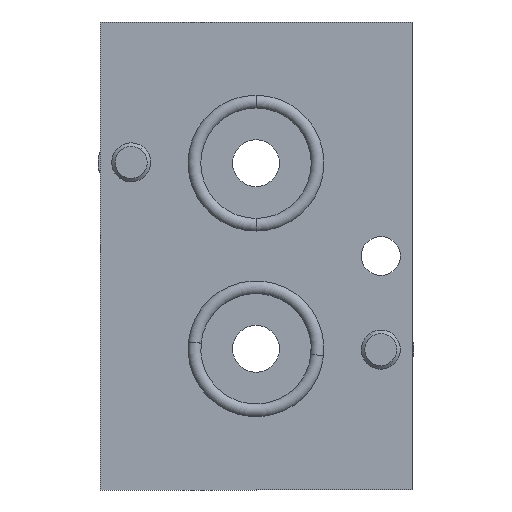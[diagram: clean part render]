
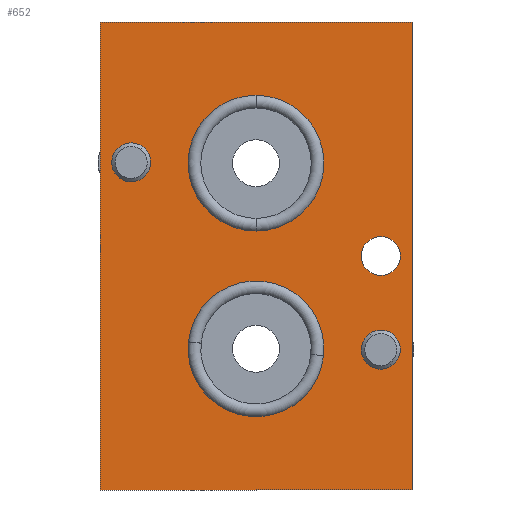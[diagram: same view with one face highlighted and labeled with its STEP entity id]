
A CAD part, front view. The second image highlights one B-rep face of the part: STEP entity #652.
In plain terms, the highlighted planar face has unit normal (0, -1, 0).
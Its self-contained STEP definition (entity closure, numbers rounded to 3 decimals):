
#22 = EDGE_CURVE ( 'NONE', #680, #1593, #1398, .T. ) ;
#23 = CARTESIAN_POINT ( 'NONE',  ( -8.658, -0.36, -22.91 ) ) ;
#35 = DIRECTION ( 'NONE',  ( 0., -1., 0. ) ) ;
#48 = ORIENTED_EDGE ( 'NONE', *, *, #1639, .F. ) ;
#65 = EDGE_LOOP ( 'NONE', ( #725, #1095, #682, #1454 ) ) ;
#74 = CARTESIAN_POINT ( 'NONE',  ( 8.658, -0.36, -24.69 ) ) ;
#92 = AXIS2_PLACEMENT_3D ( 'NONE', #842, #669, #805 ) ;
#101 = EDGE_CURVE ( 'NONE', #890, #1682, #1541, .T. ) ;
#133 = EDGE_CURVE ( 'NONE', #1682, #890, #226, .T. ) ;
#140 = VECTOR ( 'NONE', #1422, 1000. ) ;
#156 = DIRECTION ( 'NONE',  ( 0., 1., 0. ) ) ;
#177 = ORIENTED_EDGE ( 'NONE', *, *, #1628, .F. ) ;
#183 = EDGE_LOOP ( 'NONE', ( #785, #497 ) ) ;
#202 = AXIS2_PLACEMENT_3D ( 'NONE', #1821, #1475, #1157 ) ;
#211 = VERTEX_POINT ( 'NONE', #1737 ) ;
#222 = FACE_OUTER_BOUND ( 'NONE', #65, .T. ) ;
#223 = EDGE_CURVE ( 'NONE', #2005, #846, #1611, .T. ) ;
#226 = CIRCLE ( 'NONE', #92, 2.5 ) ;
#238 = VECTOR ( 'NONE', #631, 1000. ) ;
#256 = DIRECTION ( 'NONE',  ( 0., 1., 0. ) ) ;
#271 = CARTESIAN_POINT ( 'NONE',  ( -20., -0.36, -41.9 ) ) ;
#280 = DIRECTION ( 'NONE',  ( 0., 0., 1. ) ) ;
#284 = EDGE_LOOP ( 'NONE', ( #177, #48 ) ) ;
#293 = EDGE_LOOP ( 'NONE', ( #417, #676 ) ) ;
#296 = CARTESIAN_POINT ( 'NONE',  ( 20., -0.36, -41.9 ) ) ;
#302 = AXIS2_PLACEMENT_3D ( 'NONE', #314, #1505, #2012 ) ;
#314 = CARTESIAN_POINT ( 'NONE',  ( 0., -0.36, 0. ) ) ;
#336 = FACE_BOUND ( 'NONE', #964, .T. ) ;
#370 = DIRECTION ( 'NONE',  ( -1., 0., 0. ) ) ;
#375 = CARTESIAN_POINT ( 'NONE',  ( 16., -0.36, -14.4 ) ) ;
#417 = ORIENTED_EDGE ( 'NONE', *, *, #1556, .F. ) ;
#430 = DIRECTION ( 'NONE',  ( 0., -1., 0. ) ) ;
#466 = EDGE_CURVE ( 'NONE', #846, #680, #832, .T. ) ;
#496 = CARTESIAN_POINT ( 'NONE',  ( 16., -0.36, -9.4 ) ) ;
#497 = ORIENTED_EDGE ( 'NONE', *, *, #133, .T. ) ;
#522 = CIRCLE ( 'NONE', #584, 2.5 ) ;
#531 = DIRECTION ( 'NONE',  ( 0., 0., -1. ) ) ;
#538 = AXIS2_PLACEMENT_3D ( 'NONE', #1834, #976, #2198 ) ;
#562 = CARTESIAN_POINT ( 'NONE',  ( -20., -0.36, 18.1 ) ) ;
#579 = VERTEX_POINT ( 'NONE', #1457 ) ;
#584 = AXIS2_PLACEMENT_3D ( 'NONE', #1044, #35, #531 ) ;
#607 = CARTESIAN_POINT ( 'NONE',  ( 16., -0.36, -11.9 ) ) ;
#631 = DIRECTION ( 'NONE',  ( 1., 0., 0. ) ) ;
#643 = DIRECTION ( 'NONE',  ( 0., 0., 1. ) ) ;
#645 = EDGE_LOOP ( 'NONE', ( #1242, #1873 ) ) ;
#652 = ADVANCED_FACE ( 'NONE', ( #1967, #1860, #1397, #767, #222, #336 ), #1325, .F. ) ;
#669 = DIRECTION ( 'NONE',  ( 0., 1., 0. ) ) ;
#676 = ORIENTED_EDGE ( 'NONE', *, *, #783, .F. ) ;
#680 = VERTEX_POINT ( 'NONE', #1694 ) ;
#682 = ORIENTED_EDGE ( 'NONE', *, *, #2061, .T. ) ;
#698 = CARTESIAN_POINT ( 'NONE',  ( -20., -0.36, 18.1 ) ) ;
#725 = ORIENTED_EDGE ( 'NONE', *, *, #466, .T. ) ;
#752 = EDGE_CURVE ( 'NONE', #1768, #1764, #2107, .T. ) ;
#762 = CARTESIAN_POINT ( 'NONE',  ( -16., -0.36, 0.1 ) ) ;
#767 = FACE_BOUND ( 'NONE', #645, .T. ) ;
#773 = DIRECTION ( 'NONE',  ( 0., 0., -1. ) ) ;
#783 = EDGE_CURVE ( 'NONE', #1266, #1383, #522, .T. ) ;
#785 = ORIENTED_EDGE ( 'NONE', *, *, #101, .T. ) ;
#788 = LINE ( 'NONE', #1658, #238 ) ;
#805 = DIRECTION ( 'NONE',  ( 0., 0., 1. ) ) ;
#825 = CIRCLE ( 'NONE', #538, 8.704 ) ;
#832 = LINE ( 'NONE', #698, #2060 ) ;
#842 = CARTESIAN_POINT ( 'NONE',  ( 16., -0.36, -23.9 ) ) ;
#846 = VERTEX_POINT ( 'NONE', #1386 ) ;
#883 = DIRECTION ( 'NONE',  ( 0., 1., 0. ) ) ;
#890 = VERTEX_POINT ( 'NONE', #1221 ) ;
#943 = DIRECTION ( 'NONE',  ( 0., 0., 1. ) ) ;
#945 = CARTESIAN_POINT ( 'NONE',  ( 0., -0.36, -23.8 ) ) ;
#964 = EDGE_LOOP ( 'NONE', ( #994, #2041 ) ) ;
#974 = CARTESIAN_POINT ( 'NONE',  ( 0., -0.36, -23.8 ) ) ;
#976 = DIRECTION ( 'NONE',  ( 0., -1., 0. ) ) ;
#994 = ORIENTED_EDGE ( 'NONE', *, *, #1545, .T. ) ;
#1004 = VERTEX_POINT ( 'NONE', #1966 ) ;
#1012 = CARTESIAN_POINT ( 'NONE',  ( 20., -0.36, 18.1 ) ) ;
#1044 = CARTESIAN_POINT ( 'NONE',  ( 16., -0.36, -11.9 ) ) ;
#1095 = ORIENTED_EDGE ( 'NONE', *, *, #22, .T. ) ;
#1157 = DIRECTION ( 'NONE',  ( 0., 0., 1. ) ) ;
#1162 = AXIS2_PLACEMENT_3D ( 'NONE', #1366, #883, #1571 ) ;
#1221 = CARTESIAN_POINT ( 'NONE',  ( 14.584, -0.36, -21.84 ) ) ;
#1232 = AXIS2_PLACEMENT_3D ( 'NONE', #1323, #156, #1685 ) ;
#1242 = ORIENTED_EDGE ( 'NONE', *, *, #1364, .T. ) ;
#1258 = VERTEX_POINT ( 'NONE', #1822 ) ;
#1266 = VERTEX_POINT ( 'NONE', #496 ) ;
#1301 = CIRCLE ( 'NONE', #1307, 2.5 ) ;
#1307 = AXIS2_PLACEMENT_3D ( 'NONE', #762, #1453, #943 ) ;
#1323 = CARTESIAN_POINT ( 'NONE',  ( 16., -0.36, -23.9 ) ) ;
#1325 = PLANE ( 'NONE',  #202 ) ;
#1364 = EDGE_CURVE ( 'NONE', #1004, #211, #2179, .T. ) ;
#1366 = CARTESIAN_POINT ( 'NONE',  ( -16., -0.36, 0.1 ) ) ;
#1383 = VERTEX_POINT ( 'NONE', #375 ) ;
#1386 = CARTESIAN_POINT ( 'NONE',  ( 20., -0.36, 18.1 ) ) ;
#1397 = FACE_BOUND ( 'NONE', #183, .T. ) ;
#1398 = LINE ( 'NONE', #562, #140 ) ;
#1422 = DIRECTION ( 'NONE',  ( 0., 0., -1. ) ) ;
#1453 = DIRECTION ( 'NONE',  ( 0., 1., 0. ) ) ;
#1454 = ORIENTED_EDGE ( 'NONE', *, *, #223, .T. ) ;
#1457 = CARTESIAN_POINT ( 'NONE',  ( 0., -0.36, 8.704 ) ) ;
#1468 = CIRCLE ( 'NONE', #1677, 8.704 ) ;
#1475 = DIRECTION ( 'NONE',  ( 0., 1., 0. ) ) ;
#1505 = DIRECTION ( 'NONE',  ( 0., -1., 0. ) ) ;
#1541 = CIRCLE ( 'NONE', #1232, 2.5 ) ;
#1545 = EDGE_CURVE ( 'NONE', #1764, #1768, #1468, .T. ) ;
#1556 = EDGE_CURVE ( 'NONE', #1383, #1266, #1888, .T. ) ;
#1567 = DIRECTION ( 'NONE',  ( 0., 0., 1. ) ) ;
#1571 = DIRECTION ( 'NONE',  ( 0., 0., 1. ) ) ;
#1578 = AXIS2_PLACEMENT_3D ( 'NONE', #974, #1676, #643 ) ;
#1593 = VERTEX_POINT ( 'NONE', #271 ) ;
#1611 = LINE ( 'NONE', #1012, #1808 ) ;
#1628 = EDGE_CURVE ( 'NONE', #579, #1258, #2026, .T. ) ;
#1639 = EDGE_CURVE ( 'NONE', #1258, #579, #825, .T. ) ;
#1658 = CARTESIAN_POINT ( 'NONE',  ( -20., -0.36, -41.9 ) ) ;
#1676 = DIRECTION ( 'NONE',  ( 0., 1., 0. ) ) ;
#1677 = AXIS2_PLACEMENT_3D ( 'NONE', #945, #256, #280 ) ;
#1682 = VERTEX_POINT ( 'NONE', #2206 ) ;
#1685 = DIRECTION ( 'NONE',  ( 0., 0., 1. ) ) ;
#1694 = CARTESIAN_POINT ( 'NONE',  ( -20., -0.36, 18.1 ) ) ;
#1737 = CARTESIAN_POINT ( 'NONE',  ( -17.481, -0.36, -1.914 ) ) ;
#1764 = VERTEX_POINT ( 'NONE', #74 ) ;
#1768 = VERTEX_POINT ( 'NONE', #23 ) ;
#1808 = VECTOR ( 'NONE', #1567, 1000. ) ;
#1821 = CARTESIAN_POINT ( 'NONE',  ( 20., -0.36, 18.1 ) ) ;
#1822 = CARTESIAN_POINT ( 'NONE',  ( 0., -0.36, -8.704 ) ) ;
#1834 = CARTESIAN_POINT ( 'NONE',  ( 0., -0.36, 0. ) ) ;
#1860 = FACE_BOUND ( 'NONE', #284, .T. ) ;
#1873 = ORIENTED_EDGE ( 'NONE', *, *, #1899, .T. ) ;
#1888 = CIRCLE ( 'NONE', #2034, 2.5 ) ;
#1899 = EDGE_CURVE ( 'NONE', #211, #1004, #1301, .T. ) ;
#1966 = CARTESIAN_POINT ( 'NONE',  ( -14.519, -0.36, 2.114 ) ) ;
#1967 = FACE_BOUND ( 'NONE', #293, .T. ) ;
#2005 = VERTEX_POINT ( 'NONE', #296 ) ;
#2012 = DIRECTION ( 'NONE',  ( 0., 0., 1. ) ) ;
#2026 = CIRCLE ( 'NONE', #302, 8.704 ) ;
#2034 = AXIS2_PLACEMENT_3D ( 'NONE', #607, #430, #773 ) ;
#2041 = ORIENTED_EDGE ( 'NONE', *, *, #752, .T. ) ;
#2060 = VECTOR ( 'NONE', #370, 1000. ) ;
#2061 = EDGE_CURVE ( 'NONE', #1593, #2005, #788, .T. ) ;
#2107 = CIRCLE ( 'NONE', #1578, 8.704 ) ;
#2179 = CIRCLE ( 'NONE', #1162, 2.5 ) ;
#2198 = DIRECTION ( 'NONE',  ( 0., 0., 1. ) ) ;
#2206 = CARTESIAN_POINT ( 'NONE',  ( 17.416, -0.36, -25.96 ) ) ;
